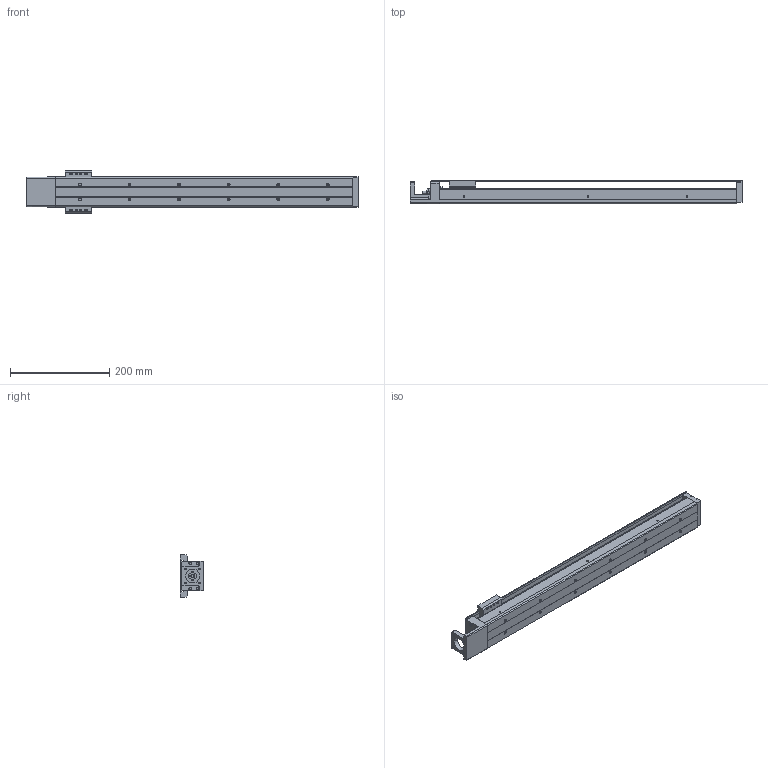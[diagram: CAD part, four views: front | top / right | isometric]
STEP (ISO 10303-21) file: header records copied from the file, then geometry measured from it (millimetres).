
FILE_DESCRIPTION( ( '' ), '1' );
FILE_NAME( 'kr33_06a___600l0___1000_0_0__2_03.stp', '2011-02-22T06:38:34', ( '' ), ( '' ), ' ', ' ', ' ' );
FILE_SCHEMA( ( 'CONFIG_CONTROL_DESIGN' ) );
Length unit declared in the file: millimetre
Products named in the file (4): 1; 2; 3; 4
Bounding box: 670 x 48.2 x 86 mm (x, y, z)
Volume: 830352.2 mm3; surface area: 296230.6 mm2
Topology: 4 solids, 5 shells, 677 faces, 1724 edges, 1068 vertices
Faces by surface type: plane 290, cylinder 227, cone 138, torus 20, sphere 2
Entity records: 20798 total; most frequent: CARTESIAN_POINT 4016, DIRECTION 3599, ORIENTED_EDGE 3360, EDGE_CURVE 1680, AXIS2_PLACEMENT_3D 1280, VERTEX_POINT 1068, LINE 1039, VECTOR 1039
